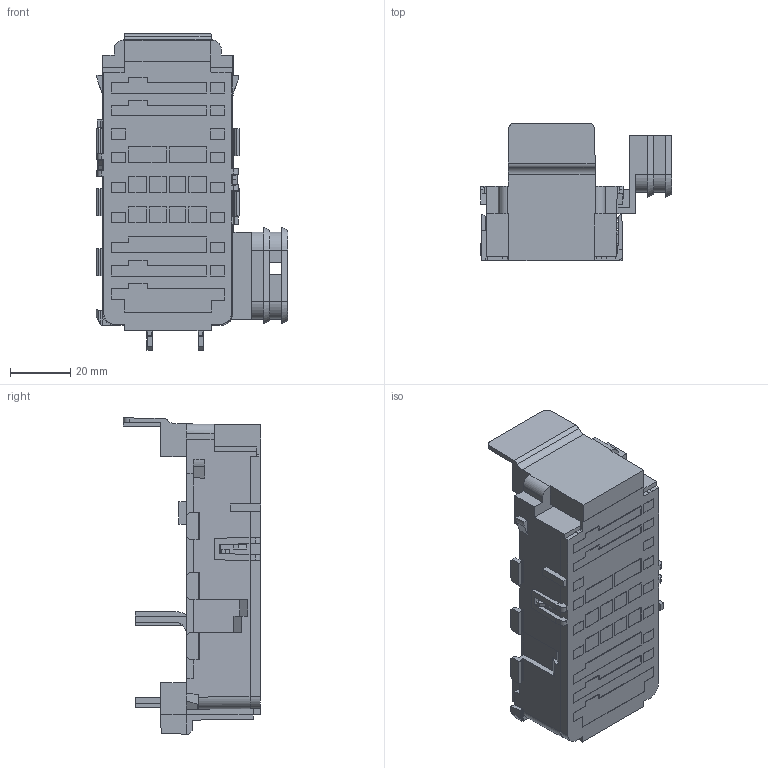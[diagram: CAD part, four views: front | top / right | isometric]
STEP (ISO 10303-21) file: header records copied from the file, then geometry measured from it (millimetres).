
FILE_DESCRIPTION(/* description */ (''),/* implementation_level */ '2;1');
FILE_NAME(/* name */ '33155924-ENV10_02-CONN.stp',/* time_stamp */ '2023-06-12T12:41:40+08:00',/* author */ (''),/* organization */ (''),/* preprocessor_version */ 'ST-DEVELOPER v16',/* originating_system */ 'SIEMENS PLM Software NX 11.0',/* authorisation */ '');
FILE_SCHEMA (('AUTOMOTIVE_DESIGN { 1 0 10303 214 3 1 1 1 }'));
Length unit declared in the file: millimetre
Products named in the file (1): 33155924-ENV10_02-CONN
Bounding box: 63.83 x 45.7 x 105.17 mm (x, y, z)
Volume: 108095.8 mm3; surface area: 22681.3 mm2
Topology: 1 solids, 1 shells, 540 faces, 1510 edges, 1000 vertices
Faces by surface type: plane 510, cylinder 25, cone 4, bspline 1
Entity records: 17086 total; most frequent: CARTESIAN_POINT 3092, ORIENTED_EDGE 3020, DIRECTION 2653, EDGE_CURVE 1510, LINE 1439, VECTOR 1439, VERTEX_POINT 1000, AXIS2_PLACEMENT_3D 607
